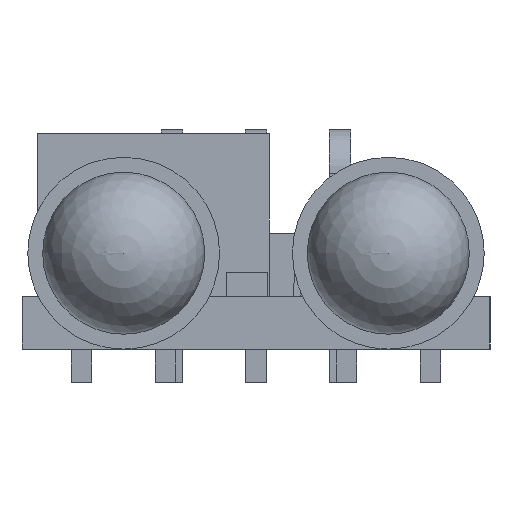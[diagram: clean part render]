
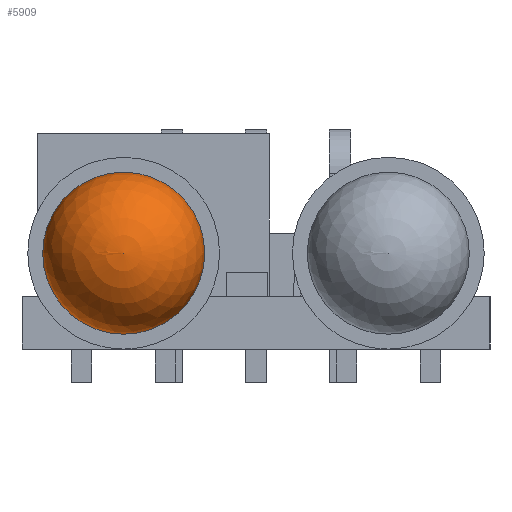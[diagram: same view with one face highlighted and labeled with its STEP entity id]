
A CAD part, left-side view. The second image highlights one B-rep face of the part: STEP entity #5909.
In plain terms, the highlighted spherical face has radius 2.45 mm.
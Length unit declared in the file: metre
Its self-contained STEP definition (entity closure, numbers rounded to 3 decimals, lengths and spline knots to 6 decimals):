
#315=SPHERICAL_SURFACE('',#6998,0.00245);
#558=FACE_OUTER_BOUND('',#892,.T.);
#892=EDGE_LOOP('',(#4290,#4291,#4292,#4293));
#1137=CIRCLE('',#6996,0.00245);
#1138=CIRCLE('',#6997,0.00245);
#1139=CIRCLE('',#6999,0.00245);
#2577=VERTEX_POINT('',#9160);
#2578=VERTEX_POINT('',#9162);
#2579=VERTEX_POINT('',#9166);
#3208=EDGE_CURVE('',#2577,#2578,#1137,.T.);
#3209=EDGE_CURVE('',#2578,#2577,#1138,.T.);
#3210=EDGE_CURVE('',#2578,#2579,#1139,.T.);
#4290=ORIENTED_EDGE('',*,*,#3208,.F.);
#4291=ORIENTED_EDGE('',*,*,#3209,.F.);
#4292=ORIENTED_EDGE('',*,*,#3210,.T.);
#4293=ORIENTED_EDGE('',*,*,#3210,.F.);
#5909=ADVANCED_FACE('',(#558),#315,.T.);
#6996=AXIS2_PLACEMENT_3D('',#9163,#7787,#7788);
#6997=AXIS2_PLACEMENT_3D('',#9164,#7789,#7790);
#6998=AXIS2_PLACEMENT_3D('',#9165,#7791,#7792);
#6999=AXIS2_PLACEMENT_3D('',#9167,#7793,#7794);
#7787=DIRECTION('center_axis',(1.,0.,0.));
#7788=DIRECTION('ref_axis',(0.,0.,-1.));
#7789=DIRECTION('center_axis',(1.,0.,0.));
#7790=DIRECTION('ref_axis',(0.,0.,-1.));
#7791=DIRECTION('center_axis',(1.,0.,0.));
#7792=DIRECTION('ref_axis',(0.,-1.,0.));
#7793=DIRECTION('center_axis',(0.,0.,1.));
#7794=DIRECTION('ref_axis',(0.,1.,0.));
#9160=CARTESIAN_POINT('',(-0.032,0.004,0.00375));
#9162=CARTESIAN_POINT('',(-0.032,0.00645,0.0013));
#9163=CARTESIAN_POINT('Origin',(-0.032,0.004,0.0013));
#9164=CARTESIAN_POINT('Origin',(-0.032,0.004,0.0013));
#9165=CARTESIAN_POINT('Origin',(-0.032,0.004,0.0013));
#9166=CARTESIAN_POINT('',(-0.03445,0.004,0.0013));
#9167=CARTESIAN_POINT('Origin',(-0.032,0.004,0.0013));
